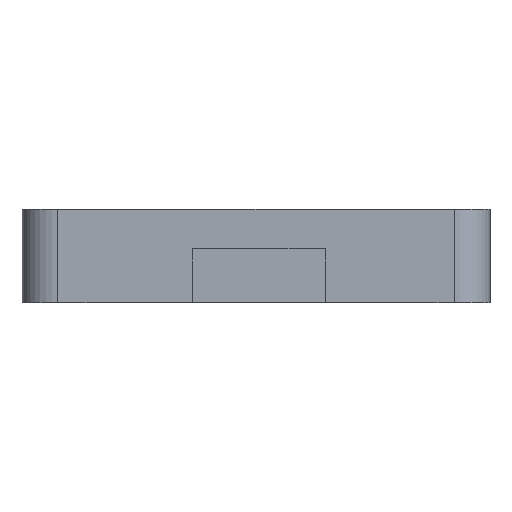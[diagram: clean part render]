
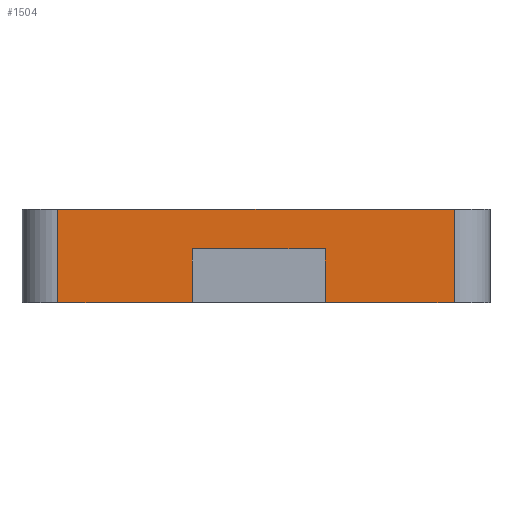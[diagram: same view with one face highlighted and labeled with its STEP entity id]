
A CAD part, front view. The second image highlights one B-rep face of the part: STEP entity #1504.
In plain terms, the highlighted planar face has unit normal (0, -1, 0).
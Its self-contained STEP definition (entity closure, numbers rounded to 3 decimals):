
#96 = VERTEX_POINT('',#97);
#97 = CARTESIAN_POINT('',(-60.206,-50.139,13.));
#104 = EDGE_CURVE('',#105,#96,#107,.T.);
#105 = VERTEX_POINT('',#106);
#106 = CARTESIAN_POINT('',(-60.206,-50.139,0.));
#107 = LINE('',#108,#109);
#108 = CARTESIAN_POINT('',(-60.206,-50.139,0.));
#109 = VECTOR('',#110,1.);
#110 = DIRECTION('',(0.,0.,1.));
#130 = EDGE_CURVE('',#105,#131,#133,.T.);
#131 = VERTEX_POINT('',#132);
#132 = CARTESIAN_POINT('',(-41.459,-50.139,0.));
#133 = LINE('',#134,#135);
#134 = CARTESIAN_POINT('',(-60.206,-50.139,0.));
#135 = VECTOR('',#136,1.);
#136 = DIRECTION('',(1.,0.,0.));
#187 = VERTEX_POINT('',#188);
#188 = CARTESIAN_POINT('',(-22.959,-50.139,0.));
#194 = EDGE_CURVE('',#187,#195,#197,.T.);
#195 = VERTEX_POINT('',#196);
#196 = CARTESIAN_POINT('',(-5.,-50.139,0.));
#197 = LINE('',#198,#199);
#198 = CARTESIAN_POINT('',(-60.206,-50.139,0.));
#199 = VECTOR('',#200,1.);
#200 = DIRECTION('',(1.,0.,0.));
#288 = EDGE_CURVE('',#96,#289,#291,.T.);
#289 = VERTEX_POINT('',#290);
#290 = CARTESIAN_POINT('',(-5.,-50.139,13.));
#291 = LINE('',#292,#293);
#292 = CARTESIAN_POINT('',(-60.206,-50.139,13.));
#293 = VECTOR('',#294,1.);
#294 = DIRECTION('',(1.,0.,0.));
#1504 = ADVANCED_FACE('',(#1505),#1539,.F.);
#1505 = FACE_BOUND('',#1506,.F.);
#1506 = EDGE_LOOP('',(#1507,#1508,#1509,#1510,#1516,#1517,#1525,#1533));
#1507 = ORIENTED_EDGE('',*,*,#130,.F.);
#1508 = ORIENTED_EDGE('',*,*,#104,.T.);
#1509 = ORIENTED_EDGE('',*,*,#288,.T.);
#1510 = ORIENTED_EDGE('',*,*,#1511,.F.);
#1511 = EDGE_CURVE('',#195,#289,#1512,.T.);
#1512 = LINE('',#1513,#1514);
#1513 = CARTESIAN_POINT('',(-5.,-50.139,0.));
#1514 = VECTOR('',#1515,1.);
#1515 = DIRECTION('',(0.,0.,1.));
#1516 = ORIENTED_EDGE('',*,*,#194,.F.);
#1517 = ORIENTED_EDGE('',*,*,#1518,.T.);
#1518 = EDGE_CURVE('',#187,#1519,#1521,.T.);
#1519 = VERTEX_POINT('',#1520);
#1520 = CARTESIAN_POINT('',(-22.959,-50.139,7.5));
#1521 = LINE('',#1522,#1523);
#1522 = CARTESIAN_POINT('',(-22.959,-50.139,0.));
#1523 = VECTOR('',#1524,1.);
#1524 = DIRECTION('',(0.,0.,1.));
#1525 = ORIENTED_EDGE('',*,*,#1526,.T.);
#1526 = EDGE_CURVE('',#1519,#1527,#1529,.T.);
#1527 = VERTEX_POINT('',#1528);
#1528 = CARTESIAN_POINT('',(-41.459,-50.139,7.5));
#1529 = LINE('',#1530,#1531);
#1530 = CARTESIAN_POINT('',(-22.959,-50.139,7.5));
#1531 = VECTOR('',#1532,1.);
#1532 = DIRECTION('',(-1.,0.,0.));
#1533 = ORIENTED_EDGE('',*,*,#1534,.T.);
#1534 = EDGE_CURVE('',#1527,#131,#1535,.T.);
#1535 = LINE('',#1536,#1537);
#1536 = CARTESIAN_POINT('',(-41.459,-50.139,7.5));
#1537 = VECTOR('',#1538,1.);
#1538 = DIRECTION('',(0.,0.,-1.));
#1539 = PLANE('',#1540);
#1540 = AXIS2_PLACEMENT_3D('',#1541,#1542,#1543);
#1541 = CARTESIAN_POINT('',(-60.206,-50.139,0.));
#1542 = DIRECTION('',(0.,1.,0.));
#1543 = DIRECTION('',(1.,0.,0.));
